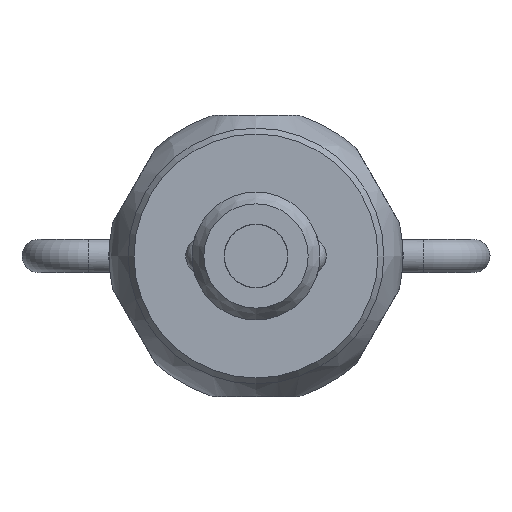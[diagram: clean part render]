
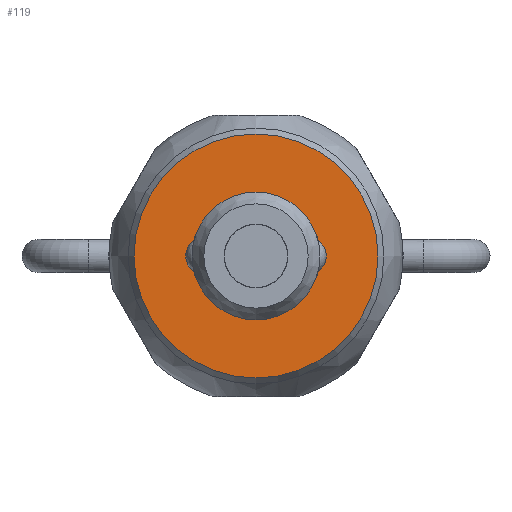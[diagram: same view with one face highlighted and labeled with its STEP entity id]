
A CAD part, front view. The second image highlights one B-rep face of the part: STEP entity #119.
In plain terms, the highlighted planar face has unit normal (0, -1, 0).
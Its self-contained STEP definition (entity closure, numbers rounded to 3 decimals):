
#119 = ADVANCED_FACE( '', ( #283, #284 ), #285, .T. );
#283 = FACE_OUTER_BOUND( '', #497, .T. );
#284 = FACE_BOUND( '', #498, .T. );
#285 = PLANE( '', #499 );
#497 = EDGE_LOOP( '', ( #813 ) );
#498 = EDGE_LOOP( '', ( #814 ) );
#499 = AXIS2_PLACEMENT_3D( '', #815, #816, #817 );
#813 = ORIENTED_EDGE( '', *, *, #1113, .T. );
#814 = ORIENTED_EDGE( '', *, *, #1114, .F. );
#815 = CARTESIAN_POINT( '', ( 1.25, 0., 0. ) );
#816 = DIRECTION( '', ( 0., -1., 0. ) );
#817 = DIRECTION( '', ( 0., 0., -1. ) );
#1113 = EDGE_CURVE( '', #1301, #1301, #1302, .T. );
#1114 = EDGE_CURVE( '', #1303, #1303, #1304, .T. );
#1301 = VERTEX_POINT( '', #1970 );
#1302 = CIRCLE( '', #1971, 4.769 );
#1303 = VERTEX_POINT( '', #1972 );
#1304 = CIRCLE( '', #1973, 2.5 );
#1970 = CARTESIAN_POINT( '', ( 0., 0., -4.769 ) );
#1971 = AXIS2_PLACEMENT_3D( '', #2298, #2299, #2300 );
#1972 = CARTESIAN_POINT( '', ( 0., 0., -2.5 ) );
#1973 = AXIS2_PLACEMENT_3D( '', #2301, #2302, #2303 );
#2298 = CARTESIAN_POINT( '', ( 0., 0., 0. ) );
#2299 = DIRECTION( '', ( 0., -1., 0. ) );
#2300 = DIRECTION( '', ( 0., 0., -1. ) );
#2301 = CARTESIAN_POINT( '', ( 0., 0., 0. ) );
#2302 = DIRECTION( '', ( 0., -1., 0. ) );
#2303 = DIRECTION( '', ( 0., 0., -1. ) );
